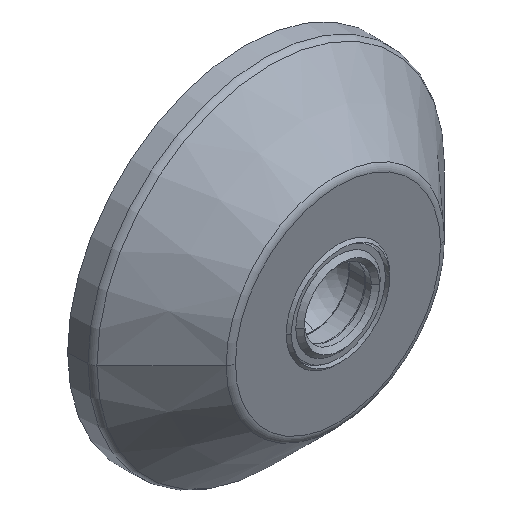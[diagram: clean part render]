
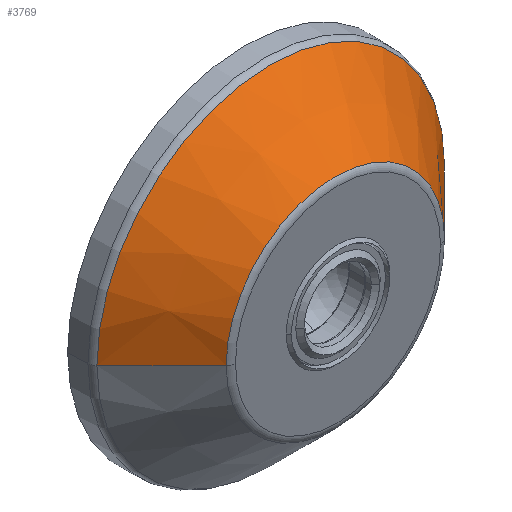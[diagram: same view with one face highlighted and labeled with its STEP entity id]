
A CAD part, isometric view. The second image highlights one B-rep face of the part: STEP entity #3769.
In plain terms, the highlighted conical face has half-angle 45 degrees and reference radius 22.825 mm.
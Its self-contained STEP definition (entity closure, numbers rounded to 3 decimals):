
#700 = CIRCLE ( 'NONE', #9747, 37.268 ) ;
#3769 = ADVANCED_FACE ( 'NONE', ( #10240 ), #17217, .T. ) ;
#4063 = CIRCLE ( 'NONE', #20091, 23.411 ) ;
#4270 = ORIENTED_EDGE ( 'NONE', *, *, #25133, .T. ) ;
#4567 = DIRECTION ( 'NONE',  ( 0., 1., 0. ) ) ;
#4574 = AXIS2_PLACEMENT_3D ( 'NONE', #33464, #29416, #29214 ) ;
#7794 = CARTESIAN_POINT ( 'NONE',  ( 0., 5.557, 37.268 ) ) ;
#8121 = DIRECTION ( 'NONE',  ( 0., -0.707, -0.707 ) ) ;
#8432 = VERTEX_POINT ( 'NONE', #11530 ) ;
#9747 = AXIS2_PLACEMENT_3D ( 'NONE', #24995, #4567, #28358 ) ;
#10240 = FACE_OUTER_BOUND ( 'NONE', #19652, .T. ) ;
#11530 = CARTESIAN_POINT ( 'NONE',  ( 0., 19.414, 23.411 ) ) ;
#14028 = EDGE_CURVE ( 'NONE', #21377, #17269, #700, .T. ) ;
#15354 = ORIENTED_EDGE ( 'NONE', *, *, #14028, .T. ) ;
#15944 = LINE ( 'NONE', #18238, #33929 ) ;
#16166 = CARTESIAN_POINT ( 'NONE',  ( 0., 19.414, -23.411 ) ) ;
#17051 = ORIENTED_EDGE ( 'NONE', *, *, #19852, .F. ) ;
#17217 = CONICAL_SURFACE ( 'NONE', #4574, 22.825, 0.785 ) ;
#17269 = VERTEX_POINT ( 'NONE', #7794 ) ;
#18238 = CARTESIAN_POINT ( 'NONE',  ( 0., 20., -22.825 ) ) ;
#19363 = CARTESIAN_POINT ( 'NONE',  ( 0., 19.414, 0. ) ) ;
#19652 = EDGE_LOOP ( 'NONE', ( #17051, #24017, #4270, #15354 ) ) ;
#19852 = EDGE_CURVE ( 'NONE', #8432, #17269, #28832, .T. ) ;
#20091 = AXIS2_PLACEMENT_3D ( 'NONE', #19363, #42895, #22738 ) ;
#20187 = VERTEX_POINT ( 'NONE', #16166 ) ;
#20903 = DIRECTION ( 'NONE',  ( 0., -0.707, 0.707 ) ) ;
#21377 = VERTEX_POINT ( 'NONE', #31412 ) ;
#22738 = DIRECTION ( 'NONE',  ( 0., 0., 1. ) ) ;
#24017 = ORIENTED_EDGE ( 'NONE', *, *, #41152, .T. ) ;
#24995 = CARTESIAN_POINT ( 'NONE',  ( 0., 5.557, 0. ) ) ;
#25133 = EDGE_CURVE ( 'NONE', #20187, #21377, #15944, .T. ) ;
#27758 = VECTOR ( 'NONE', #20903, 1000. ) ;
#28358 = DIRECTION ( 'NONE',  ( 0., 0., 1. ) ) ;
#28832 = LINE ( 'NONE', #41101, #27758 ) ;
#29214 = DIRECTION ( 'NONE',  ( 0., 0., -1. ) ) ;
#29416 = DIRECTION ( 'NONE',  ( 0., -1., 0. ) ) ;
#31412 = CARTESIAN_POINT ( 'NONE',  ( 0., 5.557, -37.268 ) ) ;
#33464 = CARTESIAN_POINT ( 'NONE',  ( 0., 20., 0. ) ) ;
#33929 = VECTOR ( 'NONE', #8121, 1000. ) ;
#41101 = CARTESIAN_POINT ( 'NONE',  ( 0., 20., 22.825 ) ) ;
#41152 = EDGE_CURVE ( 'NONE', #8432, #20187, #4063, .T. ) ;
#42895 = DIRECTION ( 'NONE',  ( 0., -1., 0. ) ) ;
